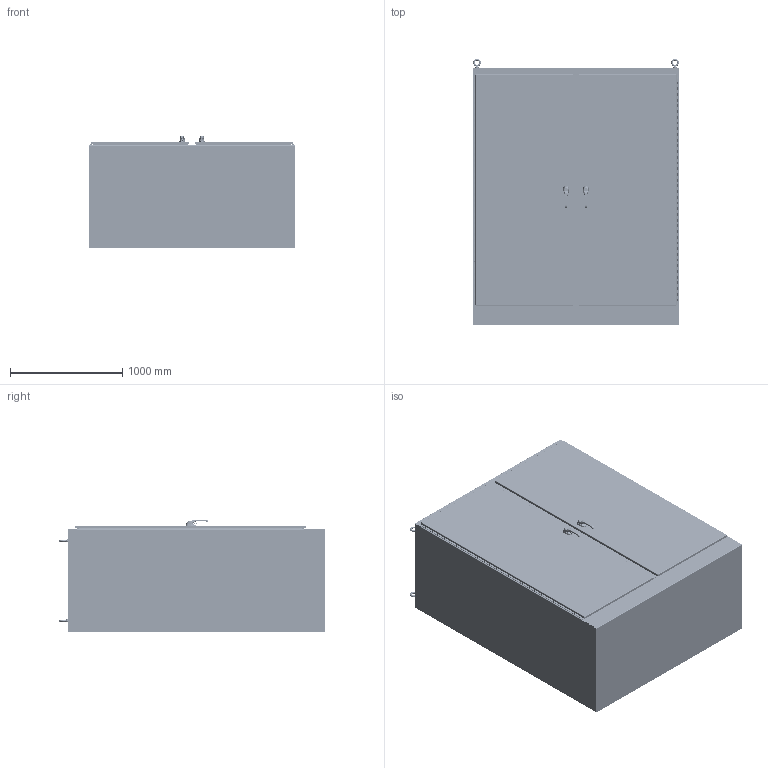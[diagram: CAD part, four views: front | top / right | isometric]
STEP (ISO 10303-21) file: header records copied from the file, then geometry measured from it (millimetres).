
FILE_DESCRIPTION (( 'STEP AP214' ), '1' );
FILE_NAME ('WA907236SSFSDN43PT.STEP', '2016-02-16T13:42:26', ( '' ), ( '' ), 'SwSTEP 2.0', 'SolidWorks 2014', '' );
FILE_SCHEMA (( 'AUTOMOTIVE_DESIGN' ));
Length unit declared in the file: inch
Products named in the file (63): HFW316325; PLASTIC-ROLLER-CAM_AF0_ASM; DIN985_M10; HFW303116; LOCK-NUT_AF0; D125B_10_5; HFW303115; 7379-M6-8X25_AF0; 1091-76; 38846; PLASTIC-ROLLER-CAM_AF1; 2100-11; WA9036SSFSDN43PTRS; 1091-903_AF0; DIN3771_16X2_5; WA36SSFSDN43PTLEA; 349131; 1091-903_AF0_2; 1091-75; WA7236SSFSDN43PTBTM; WA72SSFSDN43PTSTFNR; 1091-903_AF0_1; 1091-B11_ASM; WA7236SSFSDN43PTTOP; FUN00132_35.75(_DQ); HFW369101; 1091-74-01; WA9072SSFSDN43PTFB; 316298; HFW31233; 1091-74-03; HFW3026; HFW31234; 1091-73; WA907236SSFSDN43PT; WA9036SSFSDN43PTLS; WA9072SSFSDN43PTRDR; SS_LARGE_DOOR_ROD_ASSM-37031; WA9072SSFSDN43PTLDRASSM; 328131-78_1 ...
Assembly tree (120 placements, depth 6):
  WA907236SSFSDN43PT
    WA9072SSFSDN43PTFB
    WA7236SSFSDN43PTTOP
    WA7236SSFSDN43PTBTM
    WA36SSFSDN43PTLEA  x2
    WA9036SSFSDN43PTRS
    38846  x2
    HFW303115  x2
    HFW303116  x2
    HFW316325  x2
    HFW372182  x8
    WA90SSFSDN43PTMLR
    WA90SSFSDN43PTRML
    328131-78
      328131T-78
      328131L-78
      328131P-78
    328131-78_1
      328131T-78
      328131L-78
      328131P-78
    WA9072SSFSDN43PTRDRASSM
      WA9072SSFSDN43PTRDR
      HFW31234  x2
      HFW31233  x2
      HFW369101  x4
      SS_LARGE_DOOR_ROD_ASSM-37031
        HFW31712
          1091-903_AF0
            1091-903_AF0_1
            1091-903_AF0_2
          PLASTIC-ROLLER-CAM_AF0_ASM
            PLASTIC-ROLLER-CAM_AF1
            7379-M6-8X25_AF0
            LOCK-NUT_AF0
          SUPPORT-ROLL_AF0
          1091-BR11_AF0
        37031  x2
        30254  x2
        HFW3762  x4
        31230  x2
        3862  x2
      HFW32451
        1091-73
        1091-B11_ASM
          1091-74-03
          1091-74-01
        1091-75
        DIN3771_16X2_5
        2100-11
        1091-76
        D125B_10_5
        DIN985_M10
        1000-277-01  x2
        1000-02
        1225-05
        SPACER
      38846
      WA9072SSFSDN43PTFIP
    WA9072SSFSDN43PTLDRASSM
Bounding box: 1831.97 x 2368.49 x 1004.35 mm (x, y, z)
Volume: 59114298.3 mm3; surface area: 37868546.1 mm2
Topology: 139 solids, 141 shells, 7572 faces, 19278 edges, 11602 vertices
Faces by surface type: cylinder 2844, plane 2824, torus 826, cone 464, bspline 416, sphere 198
Entity records: 137215 total; most frequent: CARTESIAN_POINT 44968, DIRECTION 16715, ORIENTED_EDGE 16014, EDGE_CURVE 8085, AXIS2_PLACEMENT_3D 6164, VERTEX_POINT 4978, VECTOR 4387, LINE 4387
